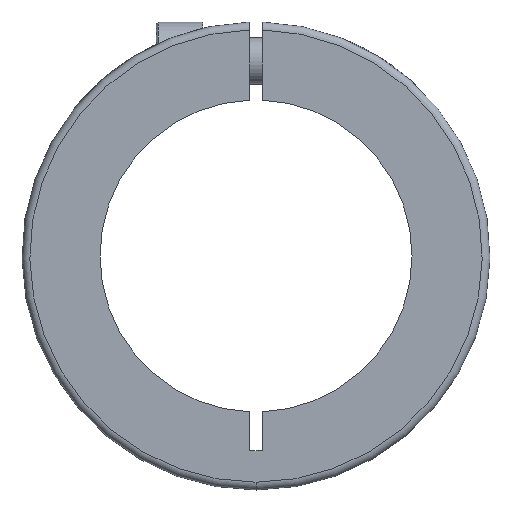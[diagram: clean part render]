
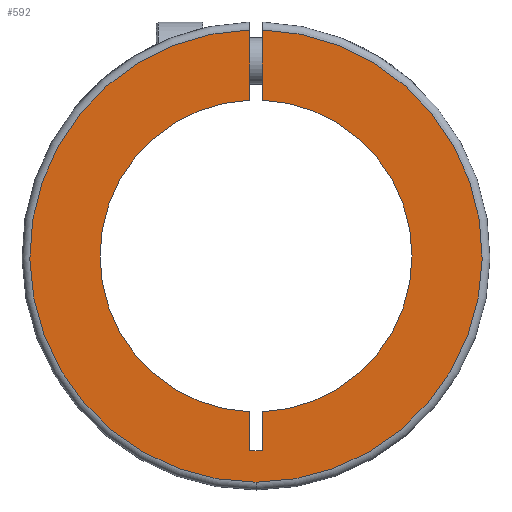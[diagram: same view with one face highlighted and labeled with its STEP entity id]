
A CAD part, left-side view. The second image highlights one B-rep face of the part: STEP entity #592.
In plain terms, the highlighted planar face has unit normal (-1, 0, 0).
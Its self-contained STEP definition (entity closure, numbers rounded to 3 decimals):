
#90=PLANE('',#634);
#120=CIRCLE('',#632,29.);
#122=CIRCLE('',#635,29.);
#123=CIRCLE('',#636,20.);
#124=CIRCLE('',#637,20.);
#144=VERTEX_POINT('',#909);
#145=VERTEX_POINT('',#910);
#151=VERTEX_POINT('',#993);
#152=VERTEX_POINT('',#995);
#154=VERTEX_POINT('',#1024);
#155=VERTEX_POINT('',#1026);
#156=VERTEX_POINT('',#1028);
#157=VERTEX_POINT('',#1030);
#158=VERTEX_POINT('',#1032);
#191=VECTOR('',#694,1.);
#194=VECTOR('',#716,1.);
#195=VECTOR('',#717,1.);
#196=VECTOR('',#718,1.);
#197=VECTOR('',#721,1.);
#235=LINE('',#908,#191);
#238=LINE('',#1025,#194);
#239=LINE('',#1027,#195);
#240=LINE('',#1029,#196);
#241=LINE('',#1033,#197);
#283=EDGE_CURVE('',#144,#145,#235,.F.);
#293=EDGE_CURVE('',#151,#152,#120,.F.);
#296=EDGE_CURVE('',#144,#151,#122,.F.);
#297=EDGE_CURVE('',#145,#154,#123,.F.);
#298=EDGE_CURVE('',#154,#155,#238,.T.);
#299=EDGE_CURVE('',#156,#155,#239,.F.);
#300=EDGE_CURVE('',#157,#156,#240,.F.);
#301=EDGE_CURVE('',#157,#158,#124,.F.);
#302=EDGE_CURVE('',#152,#158,#241,.F.);
#374=ORIENTED_EDGE('',*,*,#293,.F.);
#375=ORIENTED_EDGE('',*,*,#296,.F.);
#376=ORIENTED_EDGE('',*,*,#283,.T.);
#377=ORIENTED_EDGE('',*,*,#297,.T.);
#378=ORIENTED_EDGE('',*,*,#298,.T.);
#379=ORIENTED_EDGE('',*,*,#299,.F.);
#380=ORIENTED_EDGE('',*,*,#300,.F.);
#381=ORIENTED_EDGE('',*,*,#301,.T.);
#382=ORIENTED_EDGE('',*,*,#302,.F.);
#514=EDGE_LOOP('',(#374,#375,#376,#377,#378,#379,#380,#381,#382));
#554=FACE_BOUND('',#514,.T.);
#592=ADVANCED_FACE('',(#554),#90,.T.);
#632=AXIS2_PLACEMENT_3D('',#994,#707,#708);
#634=AXIS2_PLACEMENT_3D('',#1021,#711,$);
#635=AXIS2_PLACEMENT_3D('',#1022,#712,#713);
#636=AXIS2_PLACEMENT_3D('',#1023,#714,#715);
#637=AXIS2_PLACEMENT_3D('',#1031,#719,#720);
#694=DIRECTION('',(0.,0.,1.));
#707=DIRECTION('',(-1.,0.,0.));
#708=DIRECTION('',(0.,0.,29.));
#711=DIRECTION('',(-1.,0.,0.));
#712=DIRECTION('',(-1.,0.,0.));
#713=DIRECTION('',(0.,0.,29.));
#714=DIRECTION('',(-1.,0.,0.));
#715=DIRECTION('',(0.,0.,-20.));
#716=DIRECTION('',(0.,0.,-1.));
#717=DIRECTION('',(0.,1.,0.));
#718=DIRECTION('',(0.,0.,1.));
#719=DIRECTION('',(-1.,0.,0.));
#720=DIRECTION('',(0.,0.,-20.));
#721=DIRECTION('',(0.,0.,1.));
#908=CARTESIAN_POINT('',(-7.5,-0.8,35.7));
#909=CARTESIAN_POINT('',(-7.5,-0.8,28.989));
#910=CARTESIAN_POINT('',(-7.5,-0.8,19.984));
#993=CARTESIAN_POINT('',(-7.5,0.,-29.));
#994=CARTESIAN_POINT('',(-7.5,0.,0.));
#995=CARTESIAN_POINT('',(-7.5,0.8,28.989));
#1021=CARTESIAN_POINT('',(-7.5,29.,0.));
#1022=CARTESIAN_POINT('',(-7.5,0.,0.));
#1023=CARTESIAN_POINT('',(-7.5,0.,0.));
#1024=CARTESIAN_POINT('',(-7.5,-0.8,-19.984));
#1025=CARTESIAN_POINT('',(-7.5,-0.8,35.7));
#1026=CARTESIAN_POINT('',(-7.5,-0.8,-25.));
#1027=CARTESIAN_POINT('',(-7.5,14.5,-25.));
#1028=CARTESIAN_POINT('',(-7.5,0.8,-25.));
#1029=CARTESIAN_POINT('',(-7.5,0.8,35.7));
#1030=CARTESIAN_POINT('',(-7.5,0.8,-19.984));
#1031=CARTESIAN_POINT('',(-7.5,0.,0.));
#1032=CARTESIAN_POINT('',(-7.5,0.8,19.984));
#1033=CARTESIAN_POINT('',(-7.5,0.8,35.7));
